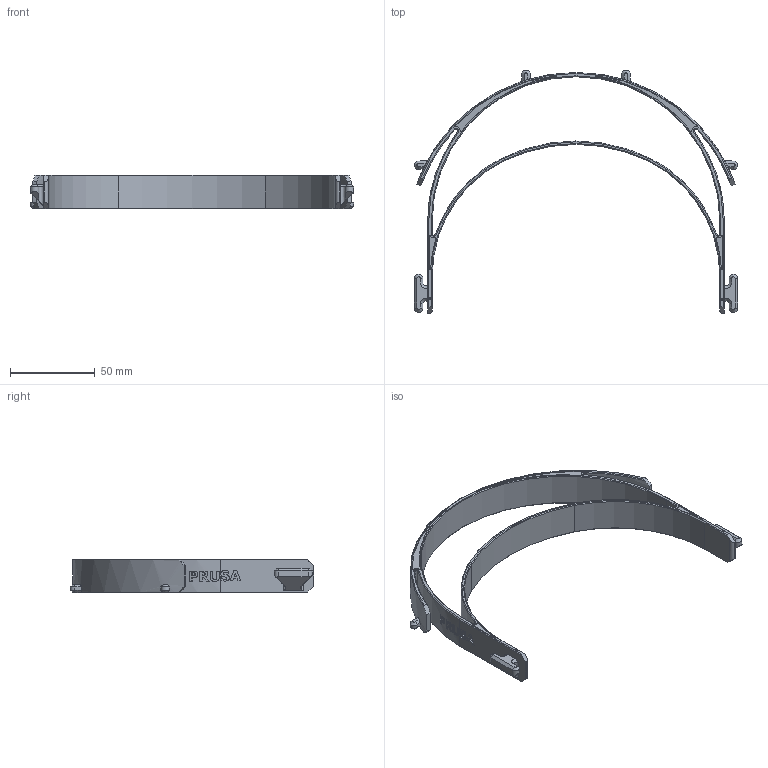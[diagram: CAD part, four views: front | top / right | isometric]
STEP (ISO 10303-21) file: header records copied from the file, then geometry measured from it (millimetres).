
FILE_DESCRIPTION(/* description */ (''),/* implementation_level */ '2;1');
FILE_NAME(/* name */ 'rc3_single.stp',/* time_stamp */ '2020-03-25T19:00:23+01:00',/* author */ ('akukan'),/* organization */ (''),/* preprocessor_version */ 'ST-DEVELOPER v17',/* originating_system */ 'Autodesk Inventor',/* authorisation */ '');
FILE_SCHEMA (('AUTOMOTIVE_DESIGN { 1 0 10303 214 3 1 1 }'));
Length unit declared in the file: millimetre
Products named in the file (2): asm_rc3; slotíky
Assembly tree (1 placements, depth 2):
  asm_rc3
    slotíky
Bounding box: 191.02 x 143.77 x 20 mm (x, y, z)
Volume: 39274.4 mm3; surface area: 31739.3 mm2
Topology: 1 solids, 1 shells, 432 faces, 1136 edges, 736 vertices
Faces by surface type: plane 196, bspline 120, cylinder 65, cone 51
Full cylindrical faces by diameter (mm): 1 x4
Entity records: 14810 total; most frequent: CARTESIAN_POINT 4747, ORIENTED_EDGE 2272, DIRECTION 1755, EDGE_CURVE 1136, VERTEX_POINT 736, LINE 631, VECTOR 631, AXIS2_PLACEMENT_3D 562
